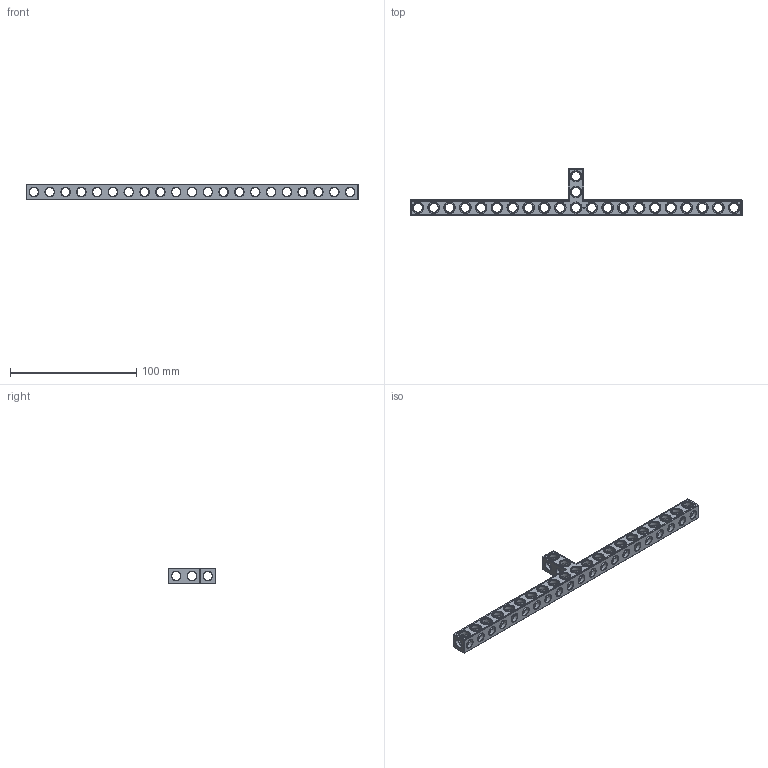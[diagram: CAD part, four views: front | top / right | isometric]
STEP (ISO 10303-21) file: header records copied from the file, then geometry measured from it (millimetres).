
FILE_DESCRIPTION(('FreeCAD Model'),'2;1');
FILE_NAME('Open CASCADE Shape Model','2022-01-29T22:28:43',( 'Paulo Kiefe'),('STEMFIE.org'),'Open CASCADE STEP processor 7.4', 'FreeCAD','Unknown');
FILE_SCHEMA(('AUTOMOTIVE_DESIGN { 1 0 10303 214 1 1 1 1 }'));
Products named in the file (1): Beam_TSH_SYM_ESS_BU21x03x01_-_SPN-BEM-1172_(stemfie.org)
Bounding box: 262.5 x 37.5 x 12.5 mm (x, y, z)
Volume: 22476.1 mm3; surface area: 20171 mm2
Topology: 1 solids, 1 shells, 749 faces, 2248 edges, 1465 vertices
Faces by surface type: plane 412, cylinder 141, extrusion 100, cone 96
Full cylindrical faces by diameter (mm): 6.98 x22, 7 x96, 9.2 x23
Entity records: 98079 total; most frequent: CARTESIAN_POINT 55932, DIRECTION 6842, VECTOR 4613, LINE 4513, ORIENTED_EDGE 4496, PCURVE 4496, DEFINITIONAL_REPRESENTATION 4496, EDGE_CURVE 2248
